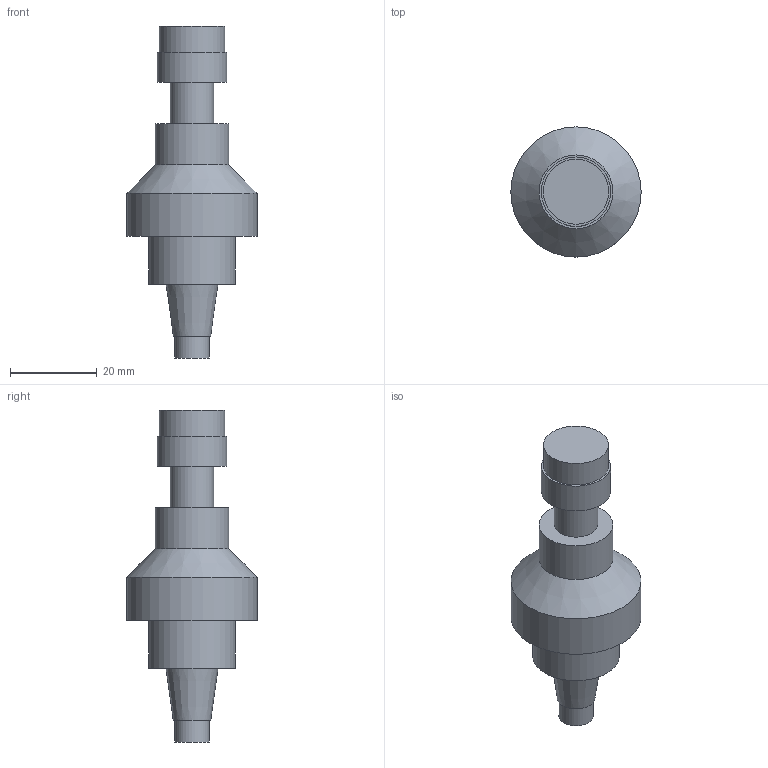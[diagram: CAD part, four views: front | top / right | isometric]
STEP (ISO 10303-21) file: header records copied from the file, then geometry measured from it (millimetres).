
FILE_DESCRIPTION(/* description */ (''),/* implementation_level */ '2;1');
FILE_NAME(/* name */ 'W9990186_stp.stp',/* time_stamp */ '2017-05-09T07:15:51+02:00',/* author */ (''),/* organization */ (''),/* preprocessor_version */ 'ST-DEVELOPER v15',/* originating_system */ 'SIEMENS PLM Software NX 9.0',/* authorisation */ '');
FILE_SCHEMA (('AUTOMOTIVE_DESIGN { 1 0 10303 214 3 1 1 1 }'));
Length unit declared in the file: millimetre
Products named in the file (1): reic119C905Eo63c
Bounding box: 30 x 30 x 76.5 mm (x, y, z)
Volume: 20048.4 mm3; surface area: 5395.2 mm2
Topology: 1 solids, 1 shells, 17 faces, 28 edges, 19 vertices
Faces by surface type: plane 8, cylinder 7, cone 2
Full cylindrical faces by diameter (mm): 8 x1, 10 x1, 15 x1, 16 x1, 17 x1, 20 x1, 30 x1
Entity records: 366 total; most frequent: DIRECTION 68, CARTESIAN_POINT 50, AXIS2_PLACEMENT_3D 34, EDGE_LOOP 32, ORIENTED_EDGE 32, FACE_BOUND 30, ADVANCED_FACE 17, VERTEX_POINT 16
